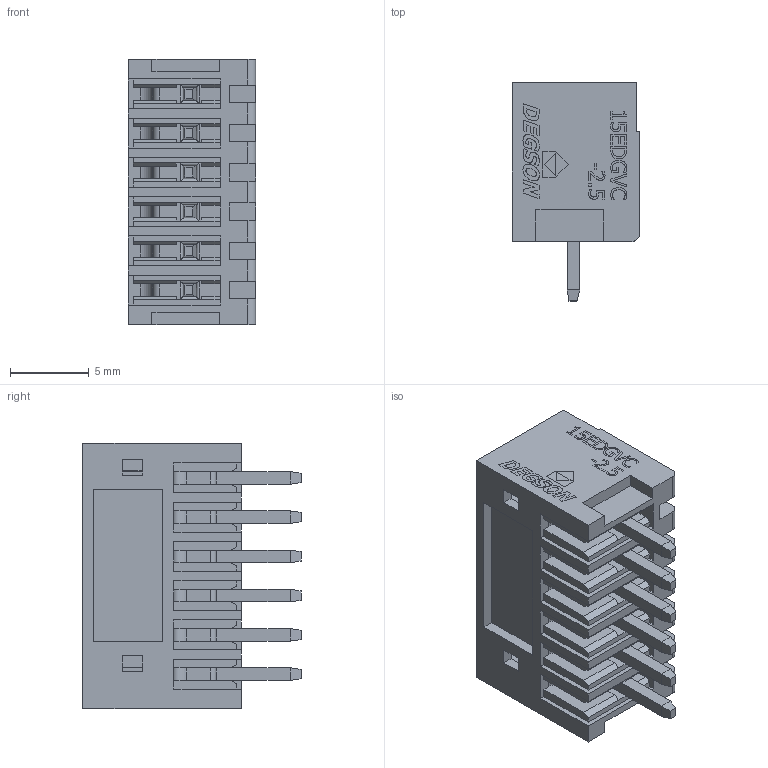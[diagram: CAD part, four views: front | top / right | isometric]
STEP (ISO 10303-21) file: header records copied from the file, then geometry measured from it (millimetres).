
FILE_DESCRIPTION (( 'STEP AP214' ), '1' );
FILE_NAME ('User Library-15EDGVC-2.5-06P-1Y-00A (H).STEP', '2019-04-11T09:23:36', ( '' ), ( '' ), 'SwSTEP 2.0', 'SolidWorks 2019', '' );
FILE_SCHEMA (( 'AUTOMOTIVE_DESIGN' ));
Length unit declared in the file: millimetre
Products named in the file (1): User Library-15EDGVC-2.5-06P-1Y-00A (H)
Bounding box: 8.1 x 13.9 x 16.9 mm (x, y, z)
Volume: 733.3 mm3; surface area: 1831.5 mm2
Topology: 7 solids, 7 shells, 982 faces, 2595 edges, 1659 vertices
Faces by surface type: plane 766, bspline 137, cylinder 67, cone 12
Entity records: 35495 total; most frequent: CARTESIAN_POINT 7404, ORIENTED_EDGE 5190, DIRECTION 4145, EDGE_CURVE 2595, LINE 2113, VECTOR 2113, VERTEX_POINT 1659, EDGE_LOOP 1030
